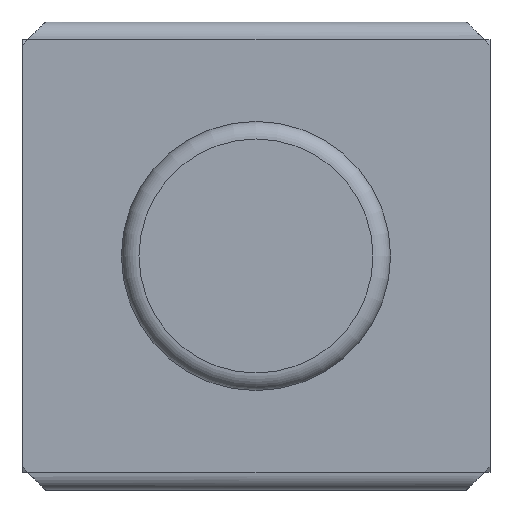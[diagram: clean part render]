
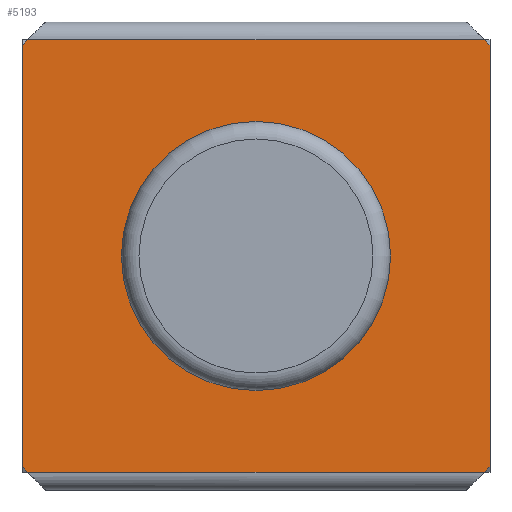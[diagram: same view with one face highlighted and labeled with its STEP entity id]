
A CAD part, front view. The second image highlights one B-rep face of the part: STEP entity #5193.
In plain terms, the highlighted planar face has unit normal (0, -1, 0).
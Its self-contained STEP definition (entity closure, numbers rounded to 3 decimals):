
#313=LINE('',#7267,#640);
#317=LINE('',#7276,#644);
#321=LINE('',#7289,#648);
#325=LINE('',#7297,#652);
#338=LINE('',#7330,#665);
#339=LINE('',#7331,#666);
#340=LINE('',#7332,#667);
#341=LINE('',#7333,#668);
#640=VECTOR('',#6074,1000.);
#644=VECTOR('',#6080,1000.);
#648=VECTOR('',#6090,1000.);
#652=VECTOR('',#6096,1000.);
#665=VECTOR('',#6125,1000.);
#666=VECTOR('',#6126,1000.);
#667=VECTOR('',#6127,1000.);
#668=VECTOR('',#6128,1000.);
#1099=ORIENTED_EDGE('',*,*,#2068,.F.);
#1100=ORIENTED_EDGE('',*,*,#2037,.F.);
#1101=ORIENTED_EDGE('',*,*,#2069,.T.);
#1102=ORIENTED_EDGE('',*,*,#2051,.F.);
#1103=ORIENTED_EDGE('',*,*,#2070,.F.);
#1104=ORIENTED_EDGE('',*,*,#2047,.F.);
#1105=ORIENTED_EDGE('',*,*,#2071,.F.);
#1106=ORIENTED_EDGE('',*,*,#2041,.F.);
#1107=ORIENTED_EDGE('',*,*,#2072,.F.);
#2037=EDGE_CURVE('',#2502,#2503,#313,.T.);
#2041=EDGE_CURVE('',#2506,#2507,#317,.T.);
#2047=EDGE_CURVE('',#2512,#2513,#321,.T.);
#2051=EDGE_CURVE('',#2515,#2516,#325,.T.);
#2068=EDGE_CURVE('',#2527,#2527,#2742,.F.);
#2069=EDGE_CURVE('',#2502,#2516,#338,.F.);
#2070=EDGE_CURVE('',#2513,#2515,#339,.T.);
#2071=EDGE_CURVE('',#2507,#2512,#340,.F.);
#2072=EDGE_CURVE('',#2503,#2506,#341,.T.);
#2502=VERTEX_POINT('',#7266);
#2503=VERTEX_POINT('',#7268);
#2506=VERTEX_POINT('',#7275);
#2507=VERTEX_POINT('',#7277);
#2512=VERTEX_POINT('',#7288);
#2513=VERTEX_POINT('',#7290);
#2515=VERTEX_POINT('',#7296);
#2516=VERTEX_POINT('',#7298);
#2527=VERTEX_POINT('',#7329);
#2742=CIRCLE('',#5460,11.5);
#2938=EDGE_LOOP('',(#1099));
#2939=EDGE_LOOP('',(#1100,#1101,#1102,#1103,#1104,#1105,#1106,#1107));
#3228=FACE_BOUND('',#2938,.T.);
#3229=FACE_BOUND('',#2939,.T.);
#3488=PLANE('',#5459);
#5193=ADVANCED_FACE('',(#3228,#3229),#3488,.F.);
#5459=AXIS2_PLACEMENT_3D('',#7327,#6121,#6122);
#5460=AXIS2_PLACEMENT_3D('',#7328,#6123,#6124);
#6074=DIRECTION('',(-0.707,0.,0.707));
#6080=DIRECTION('',(0.707,0.,0.707));
#6090=DIRECTION('',(0.707,0.,-0.707));
#6096=DIRECTION('',(-0.707,0.,-0.707));
#6121=DIRECTION('',(0.,1.,0.));
#6122=DIRECTION('',(0.,0.,1.));
#6123=DIRECTION('',(0.,1.,0.));
#6124=DIRECTION('',(0.,0.,1.));
#6125=DIRECTION('',(-1.,0.,0.));
#6126=DIRECTION('',(0.,0.,-1.));
#6127=DIRECTION('',(-1.,0.,0.));
#6128=DIRECTION('',(0.,0.,1.));
#7266=CARTESIAN_POINT('',(-19.5,-12.,-18.5));
#7267=CARTESIAN_POINT('',(-18.,-12.,-20.));
#7268=CARTESIAN_POINT('',(-20.,-12.,-18.));
#7275=CARTESIAN_POINT('',(-20.,-12.,18.));
#7276=CARTESIAN_POINT('',(-20.,-12.,18.));
#7277=CARTESIAN_POINT('',(-19.5,-12.,18.5));
#7288=CARTESIAN_POINT('',(19.5,-12.,18.5));
#7289=CARTESIAN_POINT('',(18.,-12.,20.));
#7290=CARTESIAN_POINT('',(20.,-12.,18.));
#7296=CARTESIAN_POINT('',(20.,-12.,-18.));
#7297=CARTESIAN_POINT('',(20.,-12.,-18.));
#7298=CARTESIAN_POINT('',(19.5,-12.,-18.5));
#7327=CARTESIAN_POINT('',(0.,-12.,0.));
#7328=CARTESIAN_POINT('',(0.,-12.,0.));
#7329=CARTESIAN_POINT('',(0.,-12.,11.5));
#7330=CARTESIAN_POINT('',(25.,-12.,-18.5));
#7331=CARTESIAN_POINT('',(20.,-12.,18.));
#7332=CARTESIAN_POINT('',(25.,-12.,18.5));
#7333=CARTESIAN_POINT('',(-20.,-12.,-18.));
